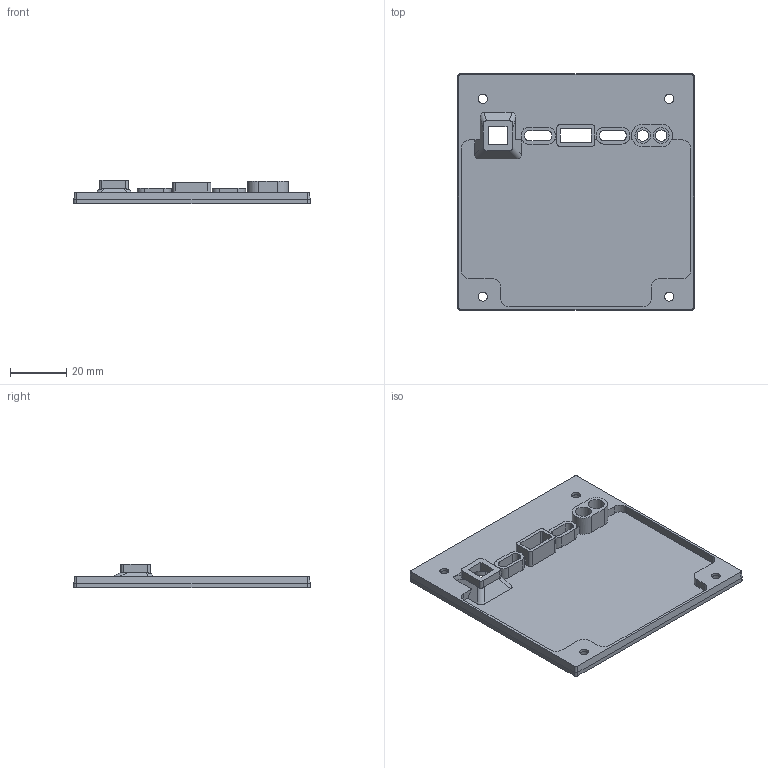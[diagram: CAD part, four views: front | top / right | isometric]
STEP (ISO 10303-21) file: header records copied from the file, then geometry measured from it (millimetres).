
FILE_DESCRIPTION(/* description */ (''),/* implementation_level */ '2;1');
FILE_NAME(/* name */ 'back_lid.step',/* time_stamp */ '2026-01-09T09:48:26+01:00',/* author */ (''),/* organization */ (''),/* preprocessor_version */ 'ST-DEVELOPER v20.1',/* originating_system */ 'Autodesk Translation Framework v14.21.0.0',/* authorisation */ '');
FILE_SCHEMA (('AUTOMOTIVE_DESIGN { 1 0 10303 214 3 1 1 }'));
Length unit declared in the file: millimetre
Products named in the file (1): back_lid
Bounding box: 83.8 x 83.8 x 8.5 mm (x, y, z)
Volume: 14347.8 mm3; surface area: 17370.6 mm2
Topology: 1 solids, 1 shells, 143 faces, 394 edges, 260 vertices
Faces by surface type: plane 77, cylinder 62, cone 4
Full cylindrical faces by diameter (mm): 3.2 x4, 4 x2, 5 x4, 5.6 x2
Entity records: 4691 total; most frequent: CARTESIAN_POINT 842, DIRECTION 816, ORIENTED_EDGE 788, EDGE_CURVE 394, AXIS2_PLACEMENT_3D 282, VERTEX_POINT 260, LINE 252, VECTOR 252
